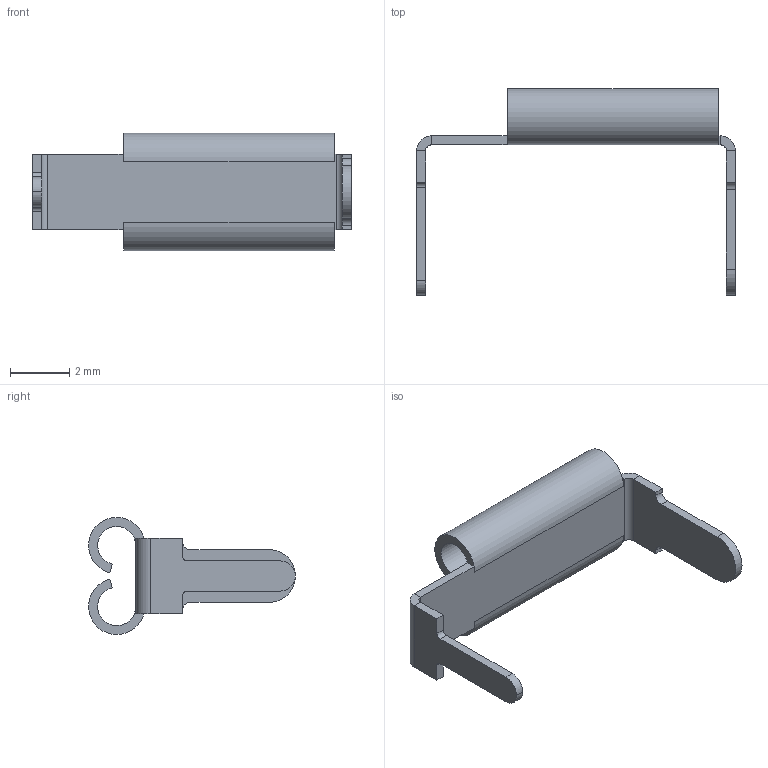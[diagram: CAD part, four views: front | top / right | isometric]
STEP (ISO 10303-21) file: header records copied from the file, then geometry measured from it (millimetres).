
FILE_DESCRIPTION (( 'STEP AP214' ), '1' );
FILE_NAME ('BK-6008.STEP', '2020-01-31T18:23:47', ( '' ), ( '' ), 'SwSTEP 2.0', 'SolidWorks 2017', '' );
FILE_SCHEMA (( 'AUTOMOTIVE_DESIGN' ));
Length unit declared in the file: millimetre
Products named in the file (1): BK-6008
Bounding box: 10.77 x 6.98 x 3.96 mm (x, y, z)
Volume: 27.6 mm3; surface area: 199.5 mm2
Topology: 1 solids, 1 shells, 57 faces, 141 edges, 86 vertices
Faces by surface type: plane 40, cylinder 17
Entity records: 1691 total; most frequent: DIRECTION 291, CARTESIAN_POINT 285, ORIENTED_EDGE 282, EDGE_CURVE 141, LINE 107, VECTOR 107, AXIS2_PLACEMENT_3D 92, VERTEX_POINT 86
